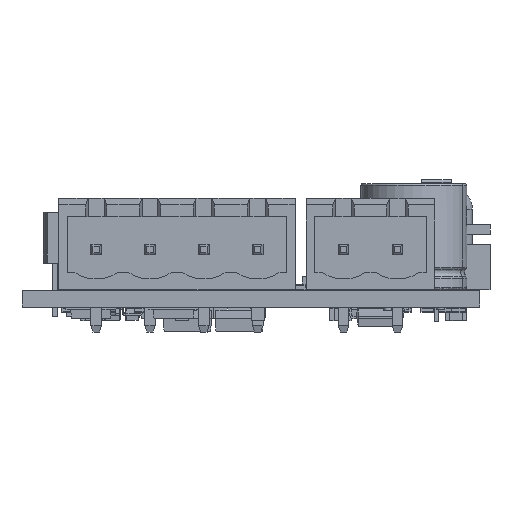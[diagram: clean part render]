
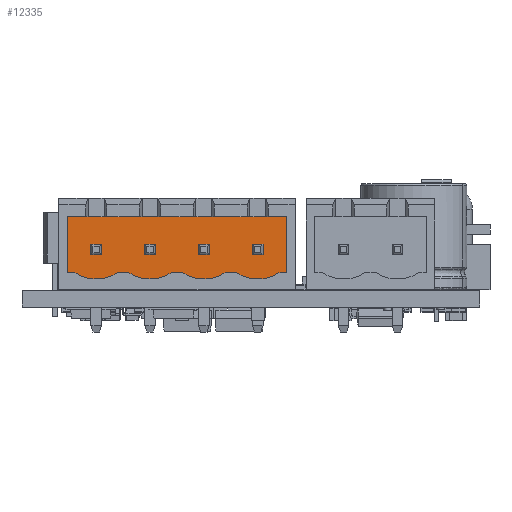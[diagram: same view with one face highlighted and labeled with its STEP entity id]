
A CAD part, front view. The second image highlights one B-rep face of the part: STEP entity #12335.
In plain terms, the highlighted planar face has unit normal (0, -1, 0).
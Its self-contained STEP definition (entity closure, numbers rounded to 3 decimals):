
#11227 = VERTEX_POINT('',#11228);
#11228 = CARTESIAN_POINT('',(17.98,-1.5,6.9));
#11234 = EDGE_CURVE('',#11227,#11235,#11237,.T.);
#11235 = VERTEX_POINT('',#11236);
#11236 = CARTESIAN_POINT('',(-2.74,-1.5,6.9));
#11237 = LINE('',#11238,#11239);
#11238 = CARTESIAN_POINT('',(17.98,-1.5,6.9));
#11239 = VECTOR('',#11240,1.);
#11240 = DIRECTION('',(-1.,0.,0.));
#11369 = EDGE_CURVE('',#11235,#11370,#11372,.T.);
#11370 = VERTEX_POINT('',#11371);
#11371 = CARTESIAN_POINT('',(-2.74,-1.5,1.6));
#11372 = LINE('',#11373,#11374);
#11373 = CARTESIAN_POINT('',(-2.74,-1.5,6.9));
#11374 = VECTOR('',#11375,1.);
#11375 = DIRECTION('',(0.,0.,-1.));
#11394 = EDGE_CURVE('',#11370,#11395,#11397,.T.);
#11395 = VERTEX_POINT('',#11396);
#11396 = CARTESIAN_POINT('',(-2.,-1.5,1.6));
#11397 = LINE('',#11398,#11399);
#11398 = CARTESIAN_POINT('',(-2.74,-1.5,1.6));
#11399 = VECTOR('',#11400,1.);
#11400 = DIRECTION('',(1.,0.,0.));
#11417 = EDGE_CURVE('',#11395,#11418,#11420,.T.);
#11418 = VERTEX_POINT('',#11419);
#11419 = CARTESIAN_POINT('',(2.,-1.5,1.6));
#11420 = CIRCLE('',#11421,3.633);
#11421 = AXIS2_PLACEMENT_3D('',#11422,#11423,#11424);
#11422 = CARTESIAN_POINT('',(0.,-1.5,4.633));
#11423 = DIRECTION('',(0.,-1.,0.));
#11424 = DIRECTION('',(-0.55,0.,
    -0.835));
#11443 = EDGE_CURVE('',#11418,#11444,#11446,.T.);
#11444 = VERTEX_POINT('',#11445);
#11445 = CARTESIAN_POINT('',(3.08,-1.5,1.6));
#11446 = LINE('',#11447,#11448);
#11447 = CARTESIAN_POINT('',(-2.74,-1.5,1.6));
#11448 = VECTOR('',#11449,1.);
#11449 = DIRECTION('',(1.,0.,0.));
#11466 = EDGE_CURVE('',#11444,#11467,#11469,.T.);
#11467 = VERTEX_POINT('',#11468);
#11468 = CARTESIAN_POINT('',(7.08,-1.5,1.6));
#11469 = CIRCLE('',#11470,3.633);
#11470 = AXIS2_PLACEMENT_3D('',#11471,#11472,#11473);
#11471 = CARTESIAN_POINT('',(5.08,-1.5,4.633));
#11472 = DIRECTION('',(0.,-1.,0.));
#11473 = DIRECTION('',(-0.55,0.,
    -0.835));
#11492 = EDGE_CURVE('',#11467,#11493,#11495,.T.);
#11493 = VERTEX_POINT('',#11494);
#11494 = CARTESIAN_POINT('',(8.16,-1.5,1.6));
#11495 = LINE('',#11496,#11497);
#11496 = CARTESIAN_POINT('',(-2.74,-1.5,1.6));
#11497 = VECTOR('',#11498,1.);
#11498 = DIRECTION('',(1.,0.,0.));
#11515 = EDGE_CURVE('',#11493,#11516,#11518,.T.);
#11516 = VERTEX_POINT('',#11517);
#11517 = CARTESIAN_POINT('',(12.16,-1.5,1.6));
#11518 = CIRCLE('',#11519,3.633);
#11519 = AXIS2_PLACEMENT_3D('',#11520,#11521,#11522);
#11520 = CARTESIAN_POINT('',(10.16,-1.5,4.633));
#11521 = DIRECTION('',(0.,-1.,0.));
#11522 = DIRECTION('',(-0.55,0.,
    -0.835));
#11541 = EDGE_CURVE('',#11516,#11542,#11544,.T.);
#11542 = VERTEX_POINT('',#11543);
#11543 = CARTESIAN_POINT('',(13.24,-1.5,1.6));
#11544 = LINE('',#11545,#11546);
#11545 = CARTESIAN_POINT('',(-2.74,-1.5,1.6));
#11546 = VECTOR('',#11547,1.);
#11547 = DIRECTION('',(1.,0.,0.));
#11564 = EDGE_CURVE('',#11542,#11565,#11567,.T.);
#11565 = VERTEX_POINT('',#11566);
#11566 = CARTESIAN_POINT('',(17.24,-1.5,1.6));
#11567 = CIRCLE('',#11568,3.633);
#11568 = AXIS2_PLACEMENT_3D('',#11569,#11570,#11571);
#11569 = CARTESIAN_POINT('',(15.24,-1.5,4.633));
#11570 = DIRECTION('',(0.,-1.,0.));
#11571 = DIRECTION('',(-0.55,0.,
    -0.835));
#11590 = EDGE_CURVE('',#11565,#11591,#11593,.T.);
#11591 = VERTEX_POINT('',#11592);
#11592 = CARTESIAN_POINT('',(17.98,-1.5,1.6));
#11593 = LINE('',#11594,#11595);
#11594 = CARTESIAN_POINT('',(-2.74,-1.5,1.6));
#11595 = VECTOR('',#11596,1.);
#11596 = DIRECTION('',(1.,0.,0.));
#11613 = EDGE_CURVE('',#11591,#11227,#11614,.T.);
#11614 = LINE('',#11615,#11616);
#11615 = CARTESIAN_POINT('',(17.98,-1.5,1.6));
#11616 = VECTOR('',#11617,1.);
#11617 = DIRECTION('',(0.,0.,1.));
#12335 = ADVANCED_FACE('',(#12336,#12350,#12384,#12418,#12452),#12486,
  .T.);
#12336 = FACE_BOUND('',#12337,.T.);
#12337 = EDGE_LOOP('',(#12338,#12339,#12340,#12341,#12342,#12343,#12344,
    #12345,#12346,#12347,#12348,#12349));
#12338 = ORIENTED_EDGE('',*,*,#11394,.T.);
#12339 = ORIENTED_EDGE('',*,*,#11417,.T.);
#12340 = ORIENTED_EDGE('',*,*,#11443,.T.);
#12341 = ORIENTED_EDGE('',*,*,#11466,.T.);
#12342 = ORIENTED_EDGE('',*,*,#11492,.T.);
#12343 = ORIENTED_EDGE('',*,*,#11515,.T.);
#12344 = ORIENTED_EDGE('',*,*,#11541,.T.);
#12345 = ORIENTED_EDGE('',*,*,#11564,.T.);
#12346 = ORIENTED_EDGE('',*,*,#11590,.T.);
#12347 = ORIENTED_EDGE('',*,*,#11613,.T.);
#12348 = ORIENTED_EDGE('',*,*,#11234,.T.);
#12349 = ORIENTED_EDGE('',*,*,#11369,.T.);
#12350 = FACE_BOUND('',#12351,.T.);
#12351 = EDGE_LOOP('',(#12352,#12362,#12370,#12378));
#12352 = ORIENTED_EDGE('',*,*,#12353,.F.);
#12353 = EDGE_CURVE('',#12354,#12356,#12358,.T.);
#12354 = VERTEX_POINT('',#12355);
#12355 = CARTESIAN_POINT('',(15.74,-1.5,4.3));
#12356 = VERTEX_POINT('',#12357);
#12357 = CARTESIAN_POINT('',(14.74,-1.5,4.3));
#12358 = LINE('',#12359,#12360);
#12359 = CARTESIAN_POINT('',(11.18,-1.5,4.3));
#12360 = VECTOR('',#12361,1.);
#12361 = DIRECTION('',(-1.,0.,0.));
#12362 = ORIENTED_EDGE('',*,*,#12363,.T.);
#12363 = EDGE_CURVE('',#12354,#12364,#12366,.T.);
#12364 = VERTEX_POINT('',#12365);
#12365 = CARTESIAN_POINT('',(15.74,-1.5,3.3));
#12366 = LINE('',#12367,#12368);
#12367 = CARTESIAN_POINT('',(15.74,-1.5,2.916));
#12368 = VECTOR('',#12369,1.);
#12369 = DIRECTION('',(0.,0.,-1.));
#12370 = ORIENTED_EDGE('',*,*,#12371,.F.);
#12371 = EDGE_CURVE('',#12372,#12364,#12374,.T.);
#12372 = VERTEX_POINT('',#12373);
#12373 = CARTESIAN_POINT('',(14.74,-1.5,3.3));
#12374 = LINE('',#12375,#12376);
#12375 = CARTESIAN_POINT('',(11.18,-1.5,3.3));
#12376 = VECTOR('',#12377,1.);
#12377 = DIRECTION('',(1.,0.,0.));
#12378 = ORIENTED_EDGE('',*,*,#12379,.F.);
#12379 = EDGE_CURVE('',#12356,#12372,#12380,.T.);
#12380 = LINE('',#12381,#12382);
#12381 = CARTESIAN_POINT('',(14.74,-1.5,2.916));
#12382 = VECTOR('',#12383,1.);
#12383 = DIRECTION('',(0.,0.,-1.));
#12384 = FACE_BOUND('',#12385,.T.);
#12385 = EDGE_LOOP('',(#12386,#12396,#12404,#12412));
#12386 = ORIENTED_EDGE('',*,*,#12387,.F.);
#12387 = EDGE_CURVE('',#12388,#12390,#12392,.T.);
#12388 = VERTEX_POINT('',#12389);
#12389 = CARTESIAN_POINT('',(9.66,-1.5,4.3));
#12390 = VERTEX_POINT('',#12391);
#12391 = CARTESIAN_POINT('',(9.66,-1.5,3.3));
#12392 = LINE('',#12393,#12394);
#12393 = CARTESIAN_POINT('',(9.66,-1.5,2.916));
#12394 = VECTOR('',#12395,1.);
#12395 = DIRECTION('',(0.,0.,-1.));
#12396 = ORIENTED_EDGE('',*,*,#12397,.F.);
#12397 = EDGE_CURVE('',#12398,#12388,#12400,.T.);
#12398 = VERTEX_POINT('',#12399);
#12399 = CARTESIAN_POINT('',(10.66,-1.5,4.3));
#12400 = LINE('',#12401,#12402);
#12401 = CARTESIAN_POINT('',(8.64,-1.5,4.3));
#12402 = VECTOR('',#12403,1.);
#12403 = DIRECTION('',(-1.,0.,0.));
#12404 = ORIENTED_EDGE('',*,*,#12405,.T.);
#12405 = EDGE_CURVE('',#12398,#12406,#12408,.T.);
#12406 = VERTEX_POINT('',#12407);
#12407 = CARTESIAN_POINT('',(10.66,-1.5,3.3));
#12408 = LINE('',#12409,#12410);
#12409 = CARTESIAN_POINT('',(10.66,-1.5,2.916));
#12410 = VECTOR('',#12411,1.);
#12411 = DIRECTION('',(0.,0.,-1.));
#12412 = ORIENTED_EDGE('',*,*,#12413,.F.);
#12413 = EDGE_CURVE('',#12390,#12406,#12414,.T.);
#12414 = LINE('',#12415,#12416);
#12415 = CARTESIAN_POINT('',(8.64,-1.5,3.3));
#12416 = VECTOR('',#12417,1.);
#12417 = DIRECTION('',(1.,0.,0.));
#12418 = FACE_BOUND('',#12419,.T.);
#12419 = EDGE_LOOP('',(#12420,#12430,#12438,#12446));
#12420 = ORIENTED_EDGE('',*,*,#12421,.F.);
#12421 = EDGE_CURVE('',#12422,#12424,#12426,.T.);
#12422 = VERTEX_POINT('',#12423);
#12423 = CARTESIAN_POINT('',(-0.5,-1.5,4.3));
#12424 = VERTEX_POINT('',#12425);
#12425 = CARTESIAN_POINT('',(-0.5,-1.5,3.3));
#12426 = LINE('',#12427,#12428);
#12427 = CARTESIAN_POINT('',(-0.5,-1.5,2.916));
#12428 = VECTOR('',#12429,1.);
#12429 = DIRECTION('',(0.,0.,-1.));
#12430 = ORIENTED_EDGE('',*,*,#12431,.F.);
#12431 = EDGE_CURVE('',#12432,#12422,#12434,.T.);
#12432 = VERTEX_POINT('',#12433);
#12433 = CARTESIAN_POINT('',(0.5,-1.5,4.3));
#12434 = LINE('',#12435,#12436);
#12435 = CARTESIAN_POINT('',(3.56,-1.5,4.3));
#12436 = VECTOR('',#12437,1.);
#12437 = DIRECTION('',(-1.,0.,0.));
#12438 = ORIENTED_EDGE('',*,*,#12439,.T.);
#12439 = EDGE_CURVE('',#12432,#12440,#12442,.T.);
#12440 = VERTEX_POINT('',#12441);
#12441 = CARTESIAN_POINT('',(0.5,-1.5,3.3));
#12442 = LINE('',#12443,#12444);
#12443 = CARTESIAN_POINT('',(0.5,-1.5,2.916));
#12444 = VECTOR('',#12445,1.);
#12445 = DIRECTION('',(0.,0.,-1.));
#12446 = ORIENTED_EDGE('',*,*,#12447,.F.);
#12447 = EDGE_CURVE('',#12424,#12440,#12448,.T.);
#12448 = LINE('',#12449,#12450);
#12449 = CARTESIAN_POINT('',(3.56,-1.5,3.3));
#12450 = VECTOR('',#12451,1.);
#12451 = DIRECTION('',(1.,0.,0.));
#12452 = FACE_BOUND('',#12453,.T.);
#12453 = EDGE_LOOP('',(#12454,#12464,#12472,#12480));
#12454 = ORIENTED_EDGE('',*,*,#12455,.F.);
#12455 = EDGE_CURVE('',#12456,#12458,#12460,.T.);
#12456 = VERTEX_POINT('',#12457);
#12457 = CARTESIAN_POINT('',(4.58,-1.5,3.3));
#12458 = VERTEX_POINT('',#12459);
#12459 = CARTESIAN_POINT('',(5.58,-1.5,3.3));
#12460 = LINE('',#12461,#12462);
#12461 = CARTESIAN_POINT('',(6.1,-1.5,3.3));
#12462 = VECTOR('',#12463,1.);
#12463 = DIRECTION('',(1.,0.,0.));
#12464 = ORIENTED_EDGE('',*,*,#12465,.F.);
#12465 = EDGE_CURVE('',#12466,#12456,#12468,.T.);
#12466 = VERTEX_POINT('',#12467);
#12467 = CARTESIAN_POINT('',(4.58,-1.5,4.3));
#12468 = LINE('',#12469,#12470);
#12469 = CARTESIAN_POINT('',(4.58,-1.5,2.916));
#12470 = VECTOR('',#12471,1.);
#12471 = DIRECTION('',(0.,0.,-1.));
#12472 = ORIENTED_EDGE('',*,*,#12473,.F.);
#12473 = EDGE_CURVE('',#12474,#12466,#12476,.T.);
#12474 = VERTEX_POINT('',#12475);
#12475 = CARTESIAN_POINT('',(5.58,-1.5,4.3));
#12476 = LINE('',#12477,#12478);
#12477 = CARTESIAN_POINT('',(6.1,-1.5,4.3));
#12478 = VECTOR('',#12479,1.);
#12479 = DIRECTION('',(-1.,0.,0.));
#12480 = ORIENTED_EDGE('',*,*,#12481,.T.);
#12481 = EDGE_CURVE('',#12474,#12458,#12482,.T.);
#12482 = LINE('',#12483,#12484);
#12483 = CARTESIAN_POINT('',(5.58,-1.5,2.916));
#12484 = VECTOR('',#12485,1.);
#12485 = DIRECTION('',(0.,0.,-1.));
#12486 = PLANE('',#12487);
#12487 = AXIS2_PLACEMENT_3D('',#12488,#12489,#12490);
#12488 = CARTESIAN_POINT('',(7.62,-1.5,4.095));
#12489 = DIRECTION('',(0.,-1.,0.));
#12490 = DIRECTION('',(0.,0.,1.));
